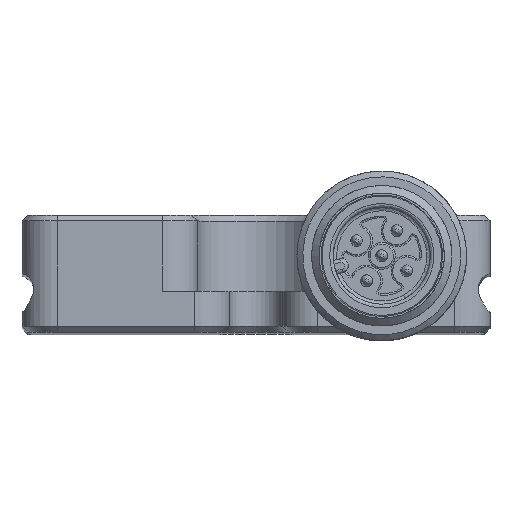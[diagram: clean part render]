
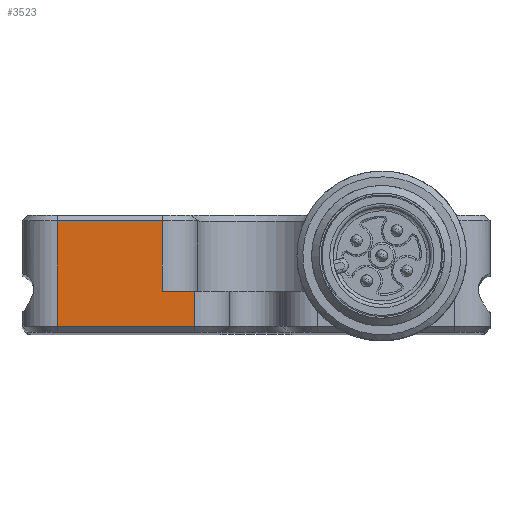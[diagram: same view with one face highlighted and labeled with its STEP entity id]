
A CAD part, top view. The second image highlights one B-rep face of the part: STEP entity #3523.
In plain terms, the highlighted planar face has unit normal (0, 0, 1).
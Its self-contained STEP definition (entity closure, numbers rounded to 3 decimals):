
#158=PLANE('',#3993);
#331=FACE_OUTER_BOUND('',#553,.T.);
#553=EDGE_LOOP('',(#2893,#2894,#2895,#2896,#2897,#2898));
#683=LINE('',#6247,#895);
#737=LINE('',#6429,#949);
#740=LINE('',#6463,#952);
#741=LINE('',#6465,#953);
#742=LINE('',#6467,#954);
#743=LINE('',#6468,#955);
#895=VECTOR('',#4837,10.);
#949=VECTOR('',#4995,10.);
#952=VECTOR('',#5002,10.);
#953=VECTOR('',#5003,10.);
#954=VECTOR('',#5004,10.);
#955=VECTOR('',#5005,10.);
#1532=VERTEX_POINT('',#6240);
#1535=VERTEX_POINT('',#6245);
#1587=VERTEX_POINT('',#6428);
#1592=VERTEX_POINT('',#6462);
#1593=VERTEX_POINT('',#6464);
#1594=VERTEX_POINT('',#6466);
#1964=EDGE_CURVE('',#1535,#1532,#683,.T.);
#2044=EDGE_CURVE('',#1532,#1587,#737,.T.);
#2050=EDGE_CURVE('',#1592,#1535,#740,.T.);
#2051=EDGE_CURVE('',#1592,#1593,#741,.T.);
#2052=EDGE_CURVE('',#1594,#1593,#742,.T.);
#2053=EDGE_CURVE('',#1587,#1594,#743,.T.);
#2893=ORIENTED_EDGE('',*,*,#1964,.F.);
#2894=ORIENTED_EDGE('',*,*,#2050,.F.);
#2895=ORIENTED_EDGE('',*,*,#2051,.T.);
#2896=ORIENTED_EDGE('',*,*,#2052,.F.);
#2897=ORIENTED_EDGE('',*,*,#2053,.F.);
#2898=ORIENTED_EDGE('',*,*,#2044,.F.);
#3523=ADVANCED_FACE('',(#331),#158,.T.);
#3993=AXIS2_PLACEMENT_3D('',#6461,#5000,#5001);
#4837=DIRECTION('',(-1.,0.,0.));
#4995=DIRECTION('',(0.,1.,0.));
#5000=DIRECTION('center_axis',(0.,0.,1.));
#5001=DIRECTION('ref_axis',(1.,0.,0.));
#5002=DIRECTION('',(0.,-1.,0.));
#5003=DIRECTION('',(-1.,0.,0.));
#5004=DIRECTION('',(0.,-1.,0.));
#5005=DIRECTION('',(1.,0.,0.));
#6240=CARTESIAN_POINT('',(-17.,-4.5,0.));
#6245=CARTESIAN_POINT('',(-5.25,-4.5,0.));
#6247=CARTESIAN_POINT('',(10.,-4.5,0.));
#6428=CARTESIAN_POINT('',(-17.,4.5,0.));
#6429=CARTESIAN_POINT('',(-17.,-2.5,0.));
#6461=CARTESIAN_POINT('Origin',(0.,0.,0.));
#6462=CARTESIAN_POINT('',(-5.25,-1.5,0.));
#6463=CARTESIAN_POINT('',(-5.25,2.5,0.));
#6464=CARTESIAN_POINT('',(-8.,-1.5,0.));
#6465=CARTESIAN_POINT('',(0.,-1.5,0.));
#6466=CARTESIAN_POINT('',(-8.,4.5,0.));
#6467=CARTESIAN_POINT('',(-8.,2.5,0.));
#6468=CARTESIAN_POINT('',(-10.,4.5,0.));
